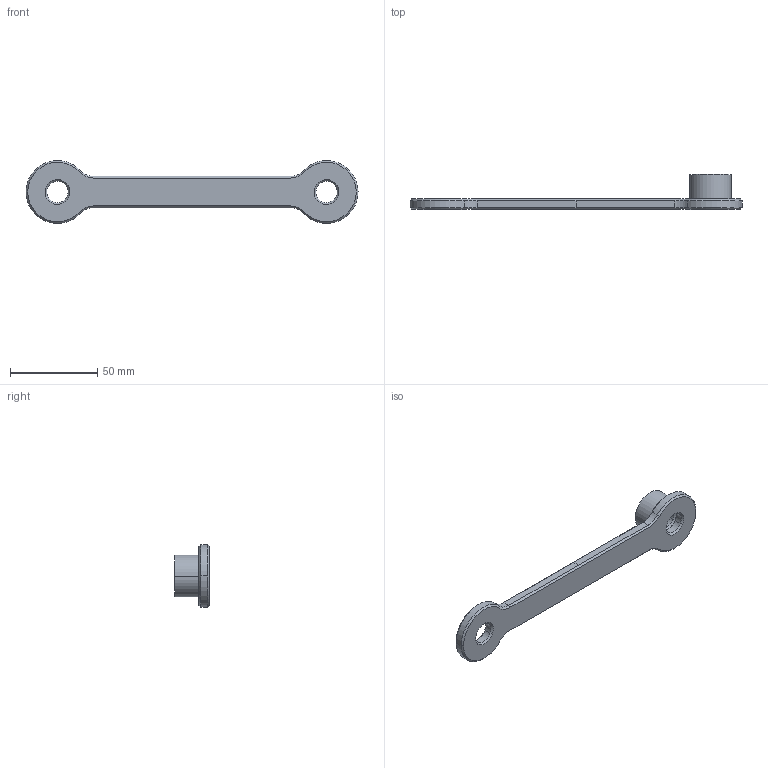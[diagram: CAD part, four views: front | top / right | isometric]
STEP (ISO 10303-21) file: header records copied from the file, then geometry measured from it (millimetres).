
FILE_DESCRIPTION(('CATIA V6 STEP','CAx-IF Rec.Pracs.--- Model Styling and Organization---1.2---2011-12-15'),'2;1');
FILE_NAME('3DRL877425_---_001_PERSO_BIELLETTE_IN_WORK_DENO_NPDM.stp','2017-01-16T08:09:56+00:00',('NewPDM'),('Renault'),'CATIA V6R2013x.HF82','DASSAULT SYSTEMES CATIA V6 STEP AP214','none');
FILE_SCHEMA(('AUTOMOTIVE_DESIGN { 1 0 10303 214 1 1 1 1 }'));
Length unit declared in the file: millimetre
Products named in the file (1): 3DRL877425
Bounding box: 190 x 20 x 35.98 mm (x, y, z)
Volume: 27947.3 mm3; surface area: 12609.3 mm2
Topology: 2 solids, 2 shells, 56 faces, 124 edges, 72 vertices
Faces by surface type: cone 28, cylinder 16, plane 12
Entity records: 1486 total; most frequent: CARTESIAN_POINT 248, ORIENTED_EDGE 248, DIRECTION 226, EDGE_CURVE 124, AXIS2_PLACEMENT_3D 112, VERTEX_POINT 72, VECTOR 64, LINE 64
